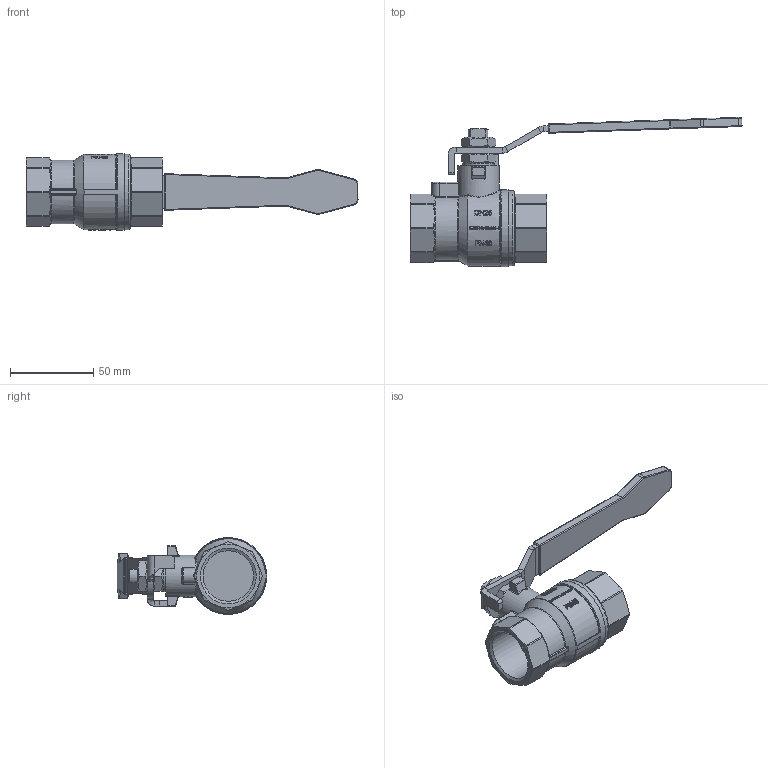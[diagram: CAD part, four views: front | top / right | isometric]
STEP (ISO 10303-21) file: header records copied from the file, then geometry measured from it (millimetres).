
FILE_DESCRIPTION (( 'STEP AP214' ), '1' );
FILE_NAME ('DVGW-K2-100-G16-4 2212.STEP', '2022-12-05T12:18:04', ( '' ), ( '' ), 'SwSTEP 2.0', 'SolidWorks 2019', '' );
FILE_SCHEMA (( 'AUTOMOTIVE_DESIGN' ));
Length unit declared in the file: millimetre
Products named in the file (1): DVGW-K2-100-G16-4 2212
Bounding box: 198.9 x 89.5 x 46 mm (x, y, z)
Volume: 110600.3 mm3; surface area: 30185 mm2
Topology: 1 solids, 1 shells, 874 faces, 2212 edges, 1354 vertices
Faces by surface type: plane 312, bspline 306, cylinder 170, cone 38, torus 34, sphere 14
Full cylindrical faces by diameter (mm): 18.866 x1, 25 x1, 30.291 x2, 45 x1, 46 x1
Entity records: 38844 total; most frequent: CARTESIAN_POINT 18065, ORIENTED_EDGE 4280, DIRECTION 2698, EDGE_CURVE 2140, VERTEX_POINT 1348, EDGE_LOOP 954, AXIS2_PLACEMENT_3D 919, FACE_OUTER_BOUND 881
